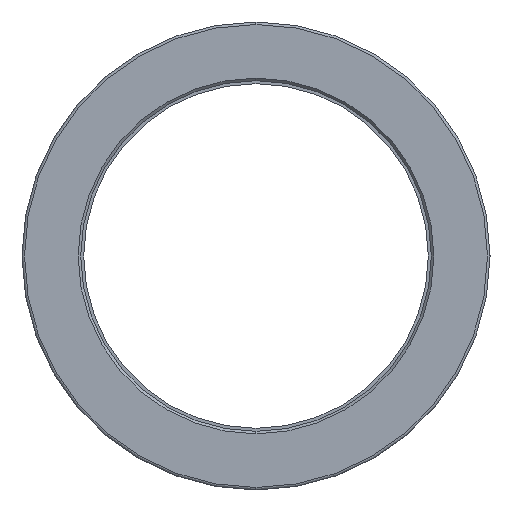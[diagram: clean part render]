
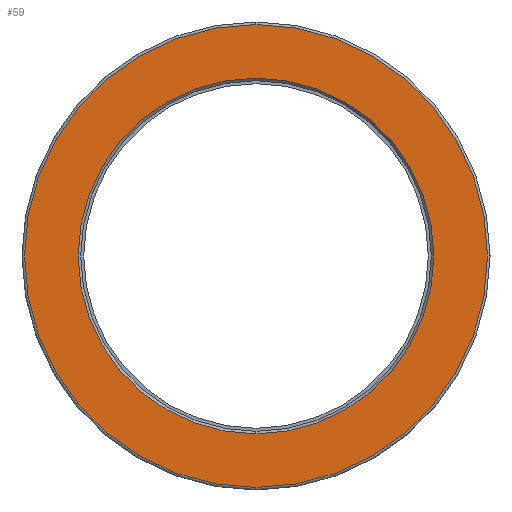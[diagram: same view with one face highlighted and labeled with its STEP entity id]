
A CAD part, left-side view. The second image highlights one B-rep face of the part: STEP entity #59.
In plain terms, the highlighted face is planar.
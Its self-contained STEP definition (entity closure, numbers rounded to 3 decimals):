
#18 = DIRECTION ( 'NONE',  ( 0., 1., 0. ) ) ;
#20 = CIRCLE ( 'NONE', #983, 20.9 ) ;
#26 = EDGE_CURVE ( 'NONE', #915, #387, #463, .T. ) ;
#59 = ADVANCED_FACE ( 'NONE', ( #878, #651 ), #77, .F. ) ;
#65 = VERTEX_POINT ( 'NONE', #627 ) ;
#77 = PLANE ( 'NONE',  #971 ) ;
#100 = ORIENTED_EDGE ( 'NONE', *, *, #638, .T. ) ;
#176 = CARTESIAN_POINT ( 'NONE',  ( 0., 0., 20.9 ) ) ;
#211 = CARTESIAN_POINT ( 'NONE',  ( 0., 0., 0. ) ) ;
#222 = CARTESIAN_POINT ( 'NONE',  ( 0., 0., -20.9 ) ) ;
#238 = EDGE_LOOP ( 'NONE', ( #753, #895 ) ) ;
#247 = DIRECTION ( 'NONE',  ( 0., 0., 1. ) ) ;
#248 = EDGE_CURVE ( 'NONE', #65, #618, #986, .T. ) ;
#283 = DIRECTION ( 'NONE',  ( 0., 0., 1. ) ) ;
#287 = CARTESIAN_POINT ( 'NONE',  ( 0., 0., 0. ) ) ;
#311 = DIRECTION ( 'NONE',  ( 0., 0., 1. ) ) ;
#365 = DIRECTION ( 'NONE',  ( 0., 1., 0. ) ) ;
#377 = CARTESIAN_POINT ( 'NONE',  ( 0., 0., 0. ) ) ;
#387 = VERTEX_POINT ( 'NONE', #176 ) ;
#398 = ORIENTED_EDGE ( 'NONE', *, *, #248, .T. ) ;
#451 = EDGE_CURVE ( 'NONE', #387, #915, #20, .T. ) ;
#463 = CIRCLE ( 'NONE', #499, 20.9 ) ;
#464 = DIRECTION ( 'NONE',  ( 0., 0., 1. ) ) ;
#477 = AXIS2_PLACEMENT_3D ( 'NONE', #774, #1097, #691 ) ;
#499 = AXIS2_PLACEMENT_3D ( 'NONE', #287, #18, #247 ) ;
#540 = CARTESIAN_POINT ( 'NONE',  ( 0., 0., 20.6 ) ) ;
#550 = AXIS2_PLACEMENT_3D ( 'NONE', #211, #841, #311 ) ;
#568 = CARTESIAN_POINT ( 'NONE',  ( 0., 0., 27.2 ) ) ;
#611 = CIRCLE ( 'NONE', #550, 27.2 ) ;
#618 = VERTEX_POINT ( 'NONE', #568 ) ;
#627 = CARTESIAN_POINT ( 'NONE',  ( 0., 0., -27.2 ) ) ;
#638 = EDGE_CURVE ( 'NONE', #618, #65, #611, .T. ) ;
#651 = FACE_BOUND ( 'NONE', #238, .T. ) ;
#691 = DIRECTION ( 'NONE',  ( 0., 0., 1. ) ) ;
#753 = ORIENTED_EDGE ( 'NONE', *, *, #26, .T. ) ;
#774 = CARTESIAN_POINT ( 'NONE',  ( 0., 0., 0. ) ) ;
#838 = EDGE_LOOP ( 'NONE', ( #100, #398 ) ) ;
#841 = DIRECTION ( 'NONE',  ( 0., -1., 0. ) ) ;
#878 = FACE_OUTER_BOUND ( 'NONE', #838, .T. ) ;
#895 = ORIENTED_EDGE ( 'NONE', *, *, #451, .T. ) ;
#915 = VERTEX_POINT ( 'NONE', #222 ) ;
#971 = AXIS2_PLACEMENT_3D ( 'NONE', #540, #365, #283 ) ;
#983 = AXIS2_PLACEMENT_3D ( 'NONE', #377, #987, #464 ) ;
#986 = CIRCLE ( 'NONE', #477, 27.2 ) ;
#987 = DIRECTION ( 'NONE',  ( 0., 1., 0. ) ) ;
#1097 = DIRECTION ( 'NONE',  ( 0., -1., 0. ) ) ;
